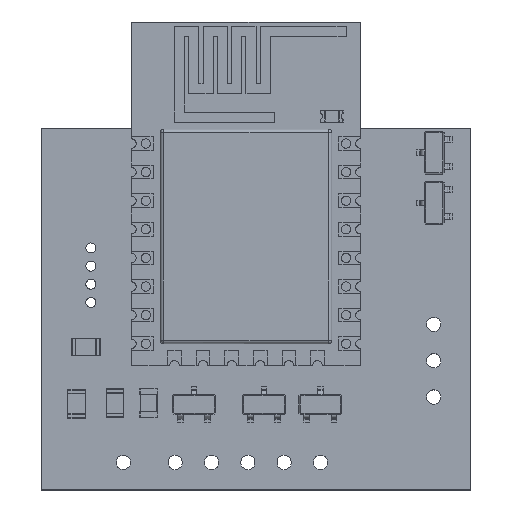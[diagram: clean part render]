
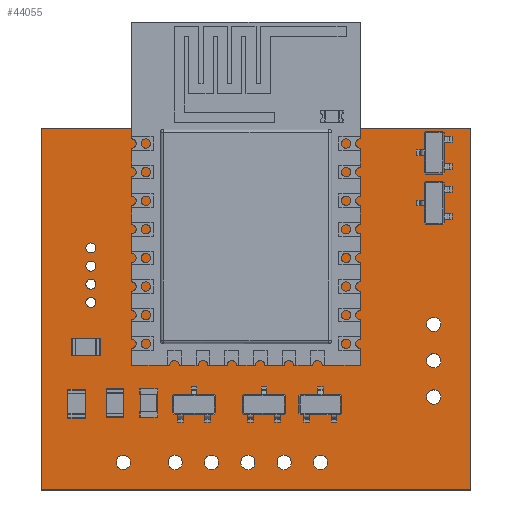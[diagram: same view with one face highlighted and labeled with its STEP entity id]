
A CAD part, top view. The second image highlights one B-rep face of the part: STEP entity #44055.
In plain terms, the highlighted planar face has unit normal (0, 0, 1).
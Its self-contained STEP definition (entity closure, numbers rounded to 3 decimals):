
#43800 = VERTEX_POINT('',#43801);
#43801 = CARTESIAN_POINT('',(-15.025,-12.65,1.6));
#43807 = EDGE_CURVE('',#43800,#43808,#43810,.T.);
#43808 = VERTEX_POINT('',#43809);
#43809 = CARTESIAN_POINT('',(-15.025,12.65,1.6));
#43810 = LINE('',#43811,#43812);
#43811 = CARTESIAN_POINT('',(-15.025,-12.65,1.6));
#43812 = VECTOR('',#43813,1.);
#43813 = DIRECTION('',(0.,1.,0.));
#43840 = VERTEX_POINT('',#43841);
#43841 = CARTESIAN_POINT('',(15.025,-12.65,1.6));
#43847 = EDGE_CURVE('',#43840,#43800,#43848,.T.);
#43848 = LINE('',#43849,#43850);
#43849 = CARTESIAN_POINT('',(15.025,-12.65,1.6));
#43850 = VECTOR('',#43851,1.);
#43851 = DIRECTION('',(-1.,0.,0.));
#43869 = EDGE_CURVE('',#43808,#43870,#43872,.T.);
#43870 = VERTEX_POINT('',#43871);
#43871 = CARTESIAN_POINT('',(15.025,12.65,1.6));
#43872 = LINE('',#43873,#43874);
#43873 = CARTESIAN_POINT('',(-15.025,12.65,1.6));
#43874 = VECTOR('',#43875,1.);
#43875 = DIRECTION('',(1.,0.,0.));
#44055 = ADVANCED_FACE('',(#44056,#44067,#44078,#44089,#44100,#44111,
    #44122,#44133,#44144,#44155,#44166,#44177,#44188,#44199),#44210,.F.
  );
#44056 = FACE_BOUND('',#44057,.F.);
#44057 = EDGE_LOOP('',(#44058,#44059,#44060,#44066));
#44058 = ORIENTED_EDGE('',*,*,#43807,.T.);
#44059 = ORIENTED_EDGE('',*,*,#43869,.T.);
#44060 = ORIENTED_EDGE('',*,*,#44061,.T.);
#44061 = EDGE_CURVE('',#43870,#43840,#44062,.T.);
#44062 = LINE('',#44063,#44064);
#44063 = CARTESIAN_POINT('',(15.025,12.65,1.6));
#44064 = VECTOR('',#44065,1.);
#44065 = DIRECTION('',(0.,-1.,0.));
#44066 = ORIENTED_EDGE('',*,*,#43847,.T.);
#44067 = FACE_BOUND('',#44068,.F.);
#44068 = EDGE_LOOP('',(#44069));
#44069 = ORIENTED_EDGE('',*,*,#44070,.T.);
#44070 = EDGE_CURVE('',#44071,#44071,#44073,.T.);
#44071 = VERTEX_POINT('',#44072);
#44072 = CARTESIAN_POINT('',(5.01,-10.725,1.6));
#44073 = CIRCLE('',#44074,0.5);
#44074 = AXIS2_PLACEMENT_3D('',#44075,#44076,#44077);
#44075 = CARTESIAN_POINT('',(4.51,-10.725,1.6));
#44076 = DIRECTION('',(0.,0.,1.));
#44077 = DIRECTION('',(1.,0.,-0.));
#44078 = FACE_BOUND('',#44079,.F.);
#44079 = EDGE_LOOP('',(#44080));
#44080 = ORIENTED_EDGE('',*,*,#44081,.T.);
#44081 = EDGE_CURVE('',#44082,#44082,#44084,.T.);
#44082 = VERTEX_POINT('',#44083);
#44083 = CARTESIAN_POINT('',(2.47,-10.725,1.6));
#44084 = CIRCLE('',#44085,0.5);
#44085 = AXIS2_PLACEMENT_3D('',#44086,#44087,#44088);
#44086 = CARTESIAN_POINT('',(1.97,-10.725,1.6));
#44087 = DIRECTION('',(0.,0.,1.));
#44088 = DIRECTION('',(1.,0.,-0.));
#44089 = FACE_BOUND('',#44090,.F.);
#44090 = EDGE_LOOP('',(#44091));
#44091 = ORIENTED_EDGE('',*,*,#44092,.T.);
#44092 = EDGE_CURVE('',#44093,#44093,#44095,.T.);
#44093 = VERTEX_POINT('',#44094);
#44094 = CARTESIAN_POINT('',(12.925,-6.15,1.6));
#44095 = CIRCLE('',#44096,0.5);
#44096 = AXIS2_PLACEMENT_3D('',#44097,#44098,#44099);
#44097 = CARTESIAN_POINT('',(12.425,-6.15,1.6));
#44098 = DIRECTION('',(0.,0.,1.));
#44099 = DIRECTION('',(1.,0.,-0.));
#44100 = FACE_BOUND('',#44101,.F.);
#44101 = EDGE_LOOP('',(#44102));
#44102 = ORIENTED_EDGE('',*,*,#44103,.T.);
#44103 = EDGE_CURVE('',#44104,#44104,#44106,.T.);
#44104 = VERTEX_POINT('',#44105);
#44105 = CARTESIAN_POINT('',(12.925,-3.61,1.6));
#44106 = CIRCLE('',#44107,0.5);
#44107 = AXIS2_PLACEMENT_3D('',#44108,#44109,#44110);
#44108 = CARTESIAN_POINT('',(12.425,-3.61,1.6));
#44109 = DIRECTION('',(0.,0.,1.));
#44110 = DIRECTION('',(1.,0.,-0.));
#44111 = FACE_BOUND('',#44112,.F.);
#44112 = EDGE_LOOP('',(#44113));
#44113 = ORIENTED_EDGE('',*,*,#44114,.T.);
#44114 = EDGE_CURVE('',#44115,#44115,#44117,.T.);
#44115 = VERTEX_POINT('',#44116);
#44116 = CARTESIAN_POINT('',(-0.07,-10.725,1.6));
#44117 = CIRCLE('',#44118,0.5);
#44118 = AXIS2_PLACEMENT_3D('',#44119,#44120,#44121);
#44119 = CARTESIAN_POINT('',(-0.57,-10.725,1.6));
#44120 = DIRECTION('',(0.,0.,1.));
#44121 = DIRECTION('',(1.,0.,-0.));
#44122 = FACE_BOUND('',#44123,.F.);
#44123 = EDGE_LOOP('',(#44124));
#44124 = ORIENTED_EDGE('',*,*,#44125,.T.);
#44125 = EDGE_CURVE('',#44126,#44126,#44128,.T.);
#44126 = VERTEX_POINT('',#44127);
#44127 = CARTESIAN_POINT('',(-2.61,-10.725,1.6));
#44128 = CIRCLE('',#44129,0.5);
#44129 = AXIS2_PLACEMENT_3D('',#44130,#44131,#44132);
#44130 = CARTESIAN_POINT('',(-3.11,-10.725,1.6));
#44131 = DIRECTION('',(0.,0.,1.));
#44132 = DIRECTION('',(1.,0.,-0.));
#44133 = FACE_BOUND('',#44134,.F.);
#44134 = EDGE_LOOP('',(#44135));
#44135 = ORIENTED_EDGE('',*,*,#44136,.T.);
#44136 = EDGE_CURVE('',#44137,#44137,#44139,.T.);
#44137 = VERTEX_POINT('',#44138);
#44138 = CARTESIAN_POINT('',(-5.15,-10.725,1.6));
#44139 = CIRCLE('',#44140,0.5);
#44140 = AXIS2_PLACEMENT_3D('',#44141,#44142,#44143);
#44141 = CARTESIAN_POINT('',(-5.65,-10.725,1.6));
#44142 = DIRECTION('',(0.,0.,1.));
#44143 = DIRECTION('',(1.,0.,-0.));
#44144 = FACE_BOUND('',#44145,.F.);
#44145 = EDGE_LOOP('',(#44146));
#44146 = ORIENTED_EDGE('',*,*,#44147,.T.);
#44147 = EDGE_CURVE('',#44148,#44148,#44150,.T.);
#44148 = VERTEX_POINT('',#44149);
#44149 = CARTESIAN_POINT('',(-8.775,-10.725,1.6));
#44150 = CIRCLE('',#44151,0.5);
#44151 = AXIS2_PLACEMENT_3D('',#44152,#44153,#44154);
#44152 = CARTESIAN_POINT('',(-9.275,-10.725,1.6));
#44153 = DIRECTION('',(0.,0.,1.));
#44154 = DIRECTION('',(1.,0.,-0.));
#44155 = FACE_BOUND('',#44156,.F.);
#44156 = EDGE_LOOP('',(#44157));
#44157 = ORIENTED_EDGE('',*,*,#44158,.T.);
#44158 = EDGE_CURVE('',#44159,#44159,#44161,.T.);
#44159 = VERTEX_POINT('',#44160);
#44160 = CARTESIAN_POINT('',(12.925,-1.07,1.6));
#44161 = CIRCLE('',#44162,0.5);
#44162 = AXIS2_PLACEMENT_3D('',#44163,#44164,#44165);
#44163 = CARTESIAN_POINT('',(12.425,-1.07,1.6));
#44164 = DIRECTION('',(0.,0.,1.));
#44165 = DIRECTION('',(1.,0.,-0.));
#44166 = FACE_BOUND('',#44167,.F.);
#44167 = EDGE_LOOP('',(#44168));
#44168 = ORIENTED_EDGE('',*,*,#44169,.T.);
#44169 = EDGE_CURVE('',#44170,#44170,#44172,.T.);
#44170 = VERTEX_POINT('',#44171);
#44171 = CARTESIAN_POINT('',(-11.2,0.465,1.6));
#44172 = CIRCLE('',#44173,0.35);
#44173 = AXIS2_PLACEMENT_3D('',#44174,#44175,#44176);
#44174 = CARTESIAN_POINT('',(-11.55,0.465,1.6));
#44175 = DIRECTION('',(0.,0.,1.));
#44176 = DIRECTION('',(1.,0.,-0.));
#44177 = FACE_BOUND('',#44178,.F.);
#44178 = EDGE_LOOP('',(#44179));
#44179 = ORIENTED_EDGE('',*,*,#44180,.T.);
#44180 = EDGE_CURVE('',#44181,#44181,#44183,.T.);
#44181 = VERTEX_POINT('',#44182);
#44182 = CARTESIAN_POINT('',(-11.2,1.735,1.6));
#44183 = CIRCLE('',#44184,0.35);
#44184 = AXIS2_PLACEMENT_3D('',#44185,#44186,#44187);
#44185 = CARTESIAN_POINT('',(-11.55,1.735,1.6));
#44186 = DIRECTION('',(0.,0.,1.));
#44187 = DIRECTION('',(1.,0.,-0.));
#44188 = FACE_BOUND('',#44189,.F.);
#44189 = EDGE_LOOP('',(#44190));
#44190 = ORIENTED_EDGE('',*,*,#44191,.T.);
#44191 = EDGE_CURVE('',#44192,#44192,#44194,.T.);
#44192 = VERTEX_POINT('',#44193);
#44193 = CARTESIAN_POINT('',(-11.2,3.005,1.6));
#44194 = CIRCLE('',#44195,0.35);
#44195 = AXIS2_PLACEMENT_3D('',#44196,#44197,#44198);
#44196 = CARTESIAN_POINT('',(-11.55,3.005,1.6));
#44197 = DIRECTION('',(0.,0.,1.));
#44198 = DIRECTION('',(1.,0.,-0.));
#44199 = FACE_BOUND('',#44200,.F.);
#44200 = EDGE_LOOP('',(#44201));
#44201 = ORIENTED_EDGE('',*,*,#44202,.T.);
#44202 = EDGE_CURVE('',#44203,#44203,#44205,.T.);
#44203 = VERTEX_POINT('',#44204);
#44204 = CARTESIAN_POINT('',(-11.2,4.275,1.6));
#44205 = CIRCLE('',#44206,0.35);
#44206 = AXIS2_PLACEMENT_3D('',#44207,#44208,#44209);
#44207 = CARTESIAN_POINT('',(-11.55,4.275,1.6));
#44208 = DIRECTION('',(0.,0.,1.));
#44209 = DIRECTION('',(1.,0.,-0.));
#44210 = PLANE('',#44211);
#44211 = AXIS2_PLACEMENT_3D('',#44212,#44213,#44214);
#44212 = CARTESIAN_POINT('',(0.,0.,1.6));
#44213 = DIRECTION('',(-0.,-0.,-1.));
#44214 = DIRECTION('',(-1.,0.,0.));
